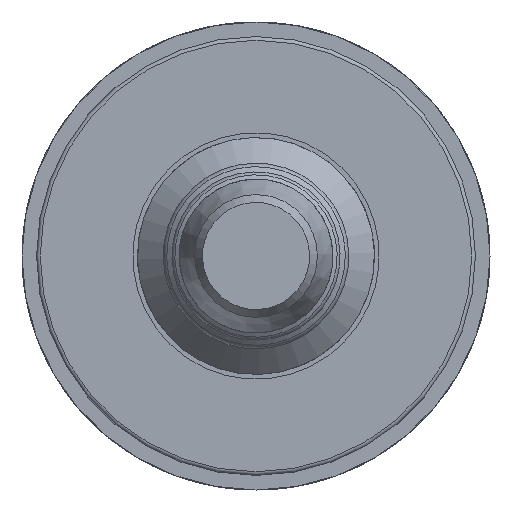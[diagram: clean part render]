
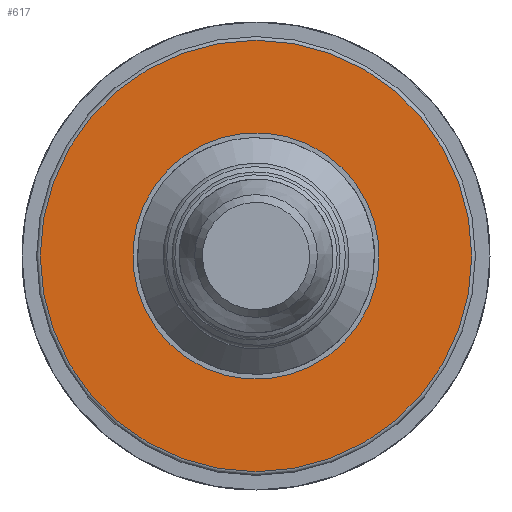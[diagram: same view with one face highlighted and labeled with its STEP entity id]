
A CAD part, front view. The second image highlights one B-rep face of the part: STEP entity #617.
In plain terms, the highlighted planar face has unit normal (0, -1, 0).
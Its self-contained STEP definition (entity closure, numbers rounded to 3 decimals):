
#431=CARTESIAN_POINT('',(16.766,109.8,1.683));
#432=VERTEX_POINT('',#431);
#433=CARTESIAN_POINT('',(0.,109.8,0.));
#434=DIRECTION('',(0.,-1.,0.));
#435=DIRECTION('',(-0.995,0.,-0.1));
#436=AXIS2_PLACEMENT_3D('',#433,#434,#435);
#437=CIRCLE('',#436,16.85);
#438=EDGE_CURVE('',#432,#432,#437,.T.);
#591=CARTESIAN_POINT('',(29.5,109.8,0.0));
#592=VERTEX_POINT('',#591);
#593=CARTESIAN_POINT('',(0.,109.8,0.0));
#594=DIRECTION('',(0.0,1.0,0.0));
#595=DIRECTION('',(-1.0,0.0,0.0));
#596=AXIS2_PLACEMENT_3D('',#593,#594,#595);
#597=CIRCLE('',#596,29.5);
#598=EDGE_CURVE('',#592,#592,#597,.T.);
#606=CARTESIAN_POINT('',(22.45,109.8,0.0));
#607=DIRECTION('',(0.0,-1.0,0.0));
#608=DIRECTION('',(0.0,0.0,1.0));
#609=AXIS2_PLACEMENT_3D('',#606,#607,#608);
#610=PLANE('',#609);
#611=ORIENTED_EDGE('',*,*,#598,.F.);
#612=EDGE_LOOP('',(#611));
#613=FACE_OUTER_BOUND('',#612,.T.);
#614=ORIENTED_EDGE('',*,*,#438,.F.);
#615=EDGE_LOOP('',(#614));
#616=FACE_BOUND('',#615,.T.);
#617=ADVANCED_FACE('',(#613,#616),#610,.T.);
